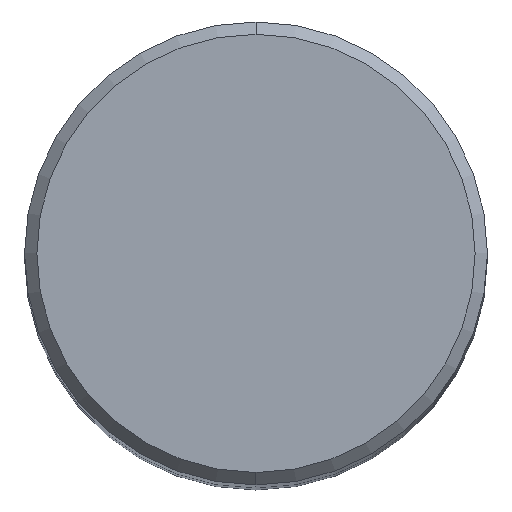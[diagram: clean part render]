
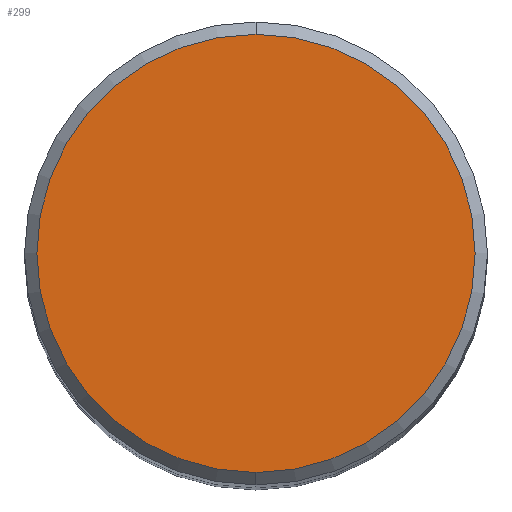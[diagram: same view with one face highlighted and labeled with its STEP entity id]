
A CAD part, top view. The second image highlights one B-rep face of the part: STEP entity #299.
In plain terms, the highlighted planar face has unit normal (0, 0, 1).
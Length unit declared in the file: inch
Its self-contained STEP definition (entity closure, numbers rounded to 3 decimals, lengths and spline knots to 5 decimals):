
#14 = ORIENTED_EDGE ( 'NONE', *, *, #173, .T. ) ;
#20 = EDGE_CURVE ( 'NONE', #395, #275, #378, .T. ) ;
#45 = EDGE_LOOP ( 'NONE', ( #296, #14 ) ) ;
#147 = DIRECTION ( 'NONE',  ( 0., -1., 0. ) ) ;
#154 = DIRECTION ( 'NONE',  ( 0., 0., 1. ) ) ;
#170 = CARTESIAN_POINT ( 'NONE',  ( 0., 0.355, 0. ) ) ;
#173 = EDGE_CURVE ( 'NONE', #275, #395, #242, .T. ) ;
#176 = FACE_OUTER_BOUND ( 'NONE', #45, .T. ) ;
#200 = DIRECTION ( 'NONE',  ( 0., 0., -1. ) ) ;
#221 = CARTESIAN_POINT ( 'NONE',  ( 0., -0.355, 0. ) ) ;
#231 = CARTESIAN_POINT ( 'NONE',  ( 0., 0., 0. ) ) ;
#242 = CIRCLE ( 'NONE', #341, 0.355 ) ;
#265 = CARTESIAN_POINT ( 'NONE',  ( 0., 0.355, 0. ) ) ;
#266 = AXIS2_PLACEMENT_3D ( 'NONE', #265, #200, #301 ) ;
#275 = VERTEX_POINT ( 'NONE', #221 ) ;
#296 = ORIENTED_EDGE ( 'NONE', *, *, #20, .T. ) ;
#298 = PLANE ( 'NONE',  #266 ) ;
#299 = ADVANCED_FACE ( 'NONE', ( #176 ), #298, .F. ) ;
#301 = DIRECTION ( 'NONE',  ( 0., 1., 0. ) ) ;
#320 = DIRECTION ( 'NONE',  ( 0., -1., 0. ) ) ;
#341 = AXIS2_PLACEMENT_3D ( 'NONE', #231, #387, #320 ) ;
#376 = CARTESIAN_POINT ( 'NONE',  ( 0., 0., 0. ) ) ;
#378 = CIRCLE ( 'NONE', #410, 0.355 ) ;
#387 = DIRECTION ( 'NONE',  ( 0., 0., 1. ) ) ;
#395 = VERTEX_POINT ( 'NONE', #170 ) ;
#410 = AXIS2_PLACEMENT_3D ( 'NONE', #376, #154, #147 ) ;
